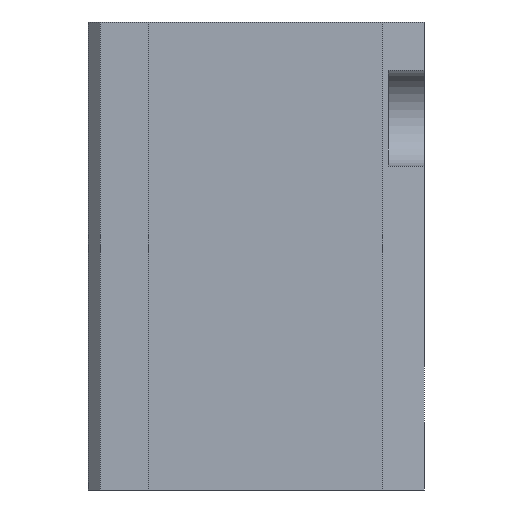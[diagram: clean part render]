
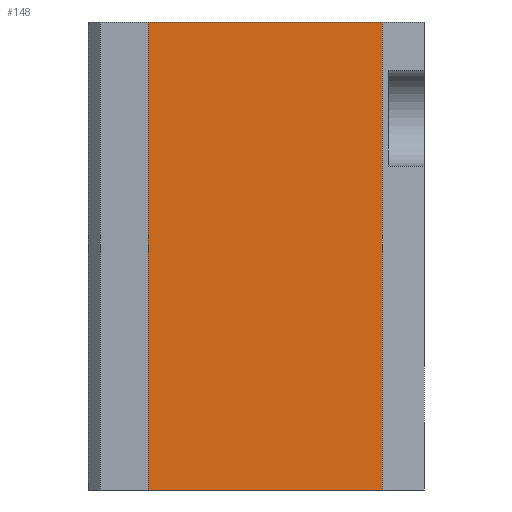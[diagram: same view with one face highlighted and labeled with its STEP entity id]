
A CAD part, left-side view. The second image highlights one B-rep face of the part: STEP entity #148.
In plain terms, the highlighted planar face has unit normal (-1, 0, 0).
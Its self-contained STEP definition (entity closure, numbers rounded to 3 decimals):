
#148 = ADVANCED_FACE( '', ( #318 ), #319, .F. );
#318 = FACE_OUTER_BOUND( '', #490, .T. );
#319 = PLANE( '', #491 );
#490 = EDGE_LOOP( '', ( #871, #872, #873, #874 ) );
#491 = AXIS2_PLACEMENT_3D( '', #875, #876, #877 );
#871 = ORIENTED_EDGE( '', *, *, #970, .T. );
#872 = ORIENTED_EDGE( '', *, *, #1038, .F. );
#873 = ORIENTED_EDGE( '', *, *, #1081, .F. );
#874 = ORIENTED_EDGE( '', *, *, #1109, .T. );
#875 = CARTESIAN_POINT( '', ( -20.5, 23., 39. ) );
#876 = DIRECTION( '', ( 1., 0., 0. ) );
#877 = DIRECTION( '', ( 0., 0., -1. ) );
#970 = EDGE_CURVE( '', #1152, #1150, #1153, .T. );
#1038 = EDGE_CURVE( '', #1264, #1150, #1266, .T. );
#1081 = EDGE_CURVE( '', #1326, #1264, #1328, .T. );
#1109 = EDGE_CURVE( '', #1326, #1152, #1361, .T. );
#1150 = VERTEX_POINT( '', #1414 );
#1152 = VERTEX_POINT( '', #1417 );
#1153 = LINE( '', #1418, #1419 );
#1264 = VERTEX_POINT( '', #1573 );
#1266 = LINE( '', #1576, #1577 );
#1326 = VERTEX_POINT( '', #1756 );
#1328 = LINE( '', #1759, #1760 );
#1361 = LINE( '', #1801, #1802 );
#1414 = CARTESIAN_POINT( '', ( -20.5, 3.5, 0. ) );
#1417 = CARTESIAN_POINT( '', ( -20.5, 23., 0. ) );
#1418 = CARTESIAN_POINT( '', ( -20.5, 23., 0. ) );
#1419 = VECTOR( '', #1836, 1000. );
#1573 = CARTESIAN_POINT( '', ( -20.5, 3.5, 39. ) );
#1576 = CARTESIAN_POINT( '', ( -20.5, 3.5, 39. ) );
#1577 = VECTOR( '', #1914, 1000. );
#1756 = CARTESIAN_POINT( '', ( -20.5, 23., 39. ) );
#1759 = CARTESIAN_POINT( '', ( -20.5, 23., 39. ) );
#1760 = VECTOR( '', #1961, 1000. );
#1801 = CARTESIAN_POINT( '', ( -20.5, 23., 39. ) );
#1802 = VECTOR( '', #1988, 1000. );
#1836 = DIRECTION( '', ( 0., -1., 0. ) );
#1914 = DIRECTION( '', ( 0., 0., -1. ) );
#1961 = DIRECTION( '', ( 0., -1., 0. ) );
#1988 = DIRECTION( '', ( 0., 0., -1. ) );
